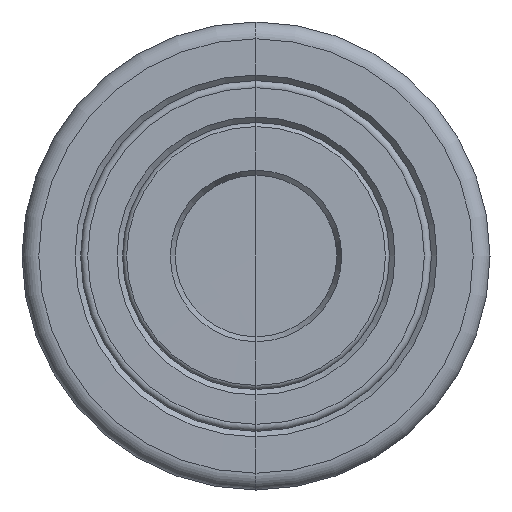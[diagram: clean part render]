
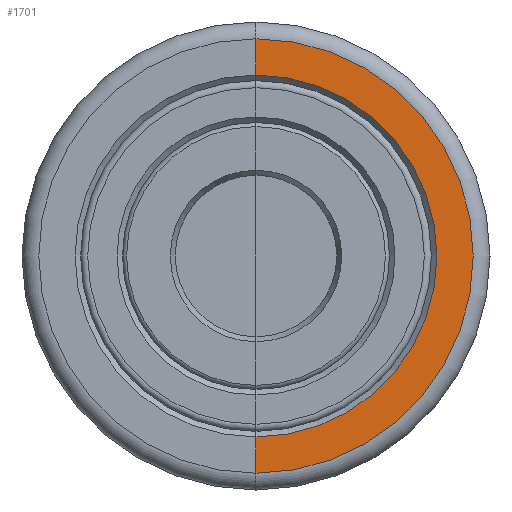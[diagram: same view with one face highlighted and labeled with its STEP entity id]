
A CAD part, left-side view. The second image highlights one B-rep face of the part: STEP entity #1701.
In plain terms, the highlighted conical face has half-angle 89.879 degrees and reference radius 22.279 mm.
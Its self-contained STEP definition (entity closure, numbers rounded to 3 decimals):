
#73 = CARTESIAN_POINT ( 'NONE',  ( 7.212, 0., 0. ) ) ;
#317 = CARTESIAN_POINT ( 'NONE',  ( 7.212, 0., 22.279 ) ) ;
#338 = EDGE_CURVE ( 'NONE', #451, #953, #2100, .T. ) ;
#354 = FACE_OUTER_BOUND ( 'NONE', #2112, .T. ) ;
#369 = ORIENTED_EDGE ( 'NONE', *, *, #1601, .T. ) ;
#381 = EDGE_CURVE ( 'NONE', #996, #1155, #2367, .T. ) ;
#451 = VERTEX_POINT ( 'NONE', #652 ) ;
#508 = CARTESIAN_POINT ( 'NONE',  ( 7.212, 0., 0. ) ) ;
#543 = ORIENTED_EDGE ( 'NONE', *, *, #338, .T. ) ;
#652 = CARTESIAN_POINT ( 'NONE',  ( 7.22, 0., -18.553 ) ) ;
#746 = VECTOR ( 'NONE', #1757, 1000. ) ;
#806 = CARTESIAN_POINT ( 'NONE',  ( 7.22, 0., 0. ) ) ;
#813 = ORIENTED_EDGE ( 'NONE', *, *, #1311, .F. ) ;
#841 = AXIS2_PLACEMENT_3D ( 'NONE', #806, #2347, #2170 ) ;
#921 = DIRECTION ( 'NONE',  ( -1., 0., 0. ) ) ;
#953 = VERTEX_POINT ( 'NONE', #1333 ) ;
#996 = VERTEX_POINT ( 'NONE', #1419 ) ;
#1155 = VERTEX_POINT ( 'NONE', #317 ) ;
#1160 = CIRCLE ( 'NONE', #841, 18.553 ) ;
#1258 = DIRECTION ( 'NONE',  ( -1., 0., 0. ) ) ;
#1300 = AXIS2_PLACEMENT_3D ( 'NONE', #508, #921, #1889 ) ;
#1311 = EDGE_CURVE ( 'NONE', #451, #996, #1160, .T. ) ;
#1333 = CARTESIAN_POINT ( 'NONE',  ( 7.212, 0., -22.279 ) ) ;
#1412 = CIRCLE ( 'NONE', #1451, 22.279 ) ;
#1419 = CARTESIAN_POINT ( 'NONE',  ( 7.22, 0., 18.553 ) ) ;
#1451 = AXIS2_PLACEMENT_3D ( 'NONE', #73, #1258, #1638 ) ;
#1555 = CARTESIAN_POINT ( 'NONE',  ( 7.212, 0., -22.279 ) ) ;
#1601 = EDGE_CURVE ( 'NONE', #953, #1155, #1412, .T. ) ;
#1632 = CARTESIAN_POINT ( 'NONE',  ( 7.212, 0., 22.279 ) ) ;
#1638 = DIRECTION ( 'NONE',  ( 0., 0., 1. ) ) ;
#1701 = ADVANCED_FACE ( 'NONE', ( #354 ), #2101, .F. ) ;
#1757 = DIRECTION ( 'NONE',  ( -0.002, 0., -1. ) ) ;
#1797 = VECTOR ( 'NONE', #1980, 1000. ) ;
#1889 = DIRECTION ( 'NONE',  ( 0., 0., 1. ) ) ;
#1976 = ORIENTED_EDGE ( 'NONE', *, *, #381, .F. ) ;
#1980 = DIRECTION ( 'NONE',  ( -0.002, 0., 1. ) ) ;
#2100 = LINE ( 'NONE', #1555, #746 ) ;
#2101 = CONICAL_SURFACE ( 'NONE', #1300, 22.279, 1.569 ) ;
#2112 = EDGE_LOOP ( 'NONE', ( #813, #543, #369, #1976 ) ) ;
#2170 = DIRECTION ( 'NONE',  ( 0., 0., 1. ) ) ;
#2347 = DIRECTION ( 'NONE',  ( -1., 0., 0. ) ) ;
#2367 = LINE ( 'NONE', #1632, #1797 ) ;
